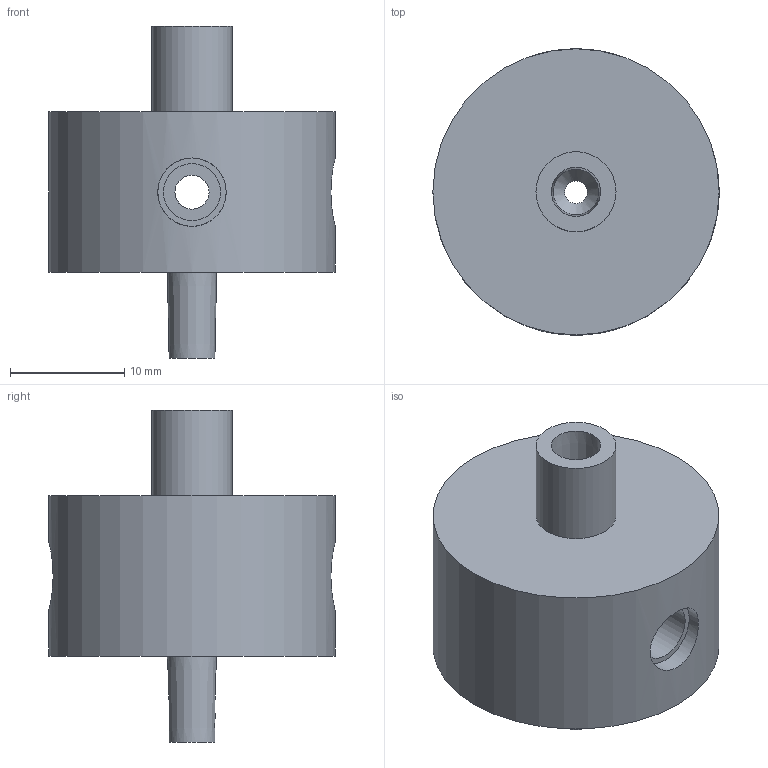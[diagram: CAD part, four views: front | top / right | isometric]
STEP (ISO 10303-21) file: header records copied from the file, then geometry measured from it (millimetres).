
FILE_DESCRIPTION(/* description */ (''),/* implementation_level */ '2;1');
FILE_NAME(/* name */ 'Measurement_Chamber.step',/* time_stamp */ '2020-12-11T09:23:00+01:00',/* author */ (''),/* organization */ (''),/* preprocessor_version */ 'ST-DEVELOPER v18.1',/* originating_system */ 'Autodesk Translation Framework v9.7.0.1280',/* authorisation */ '');
FILE_SCHEMA (('AUTOMOTIVE_DESIGN { 1 0 10303 214 3 1 1 }'));
Length unit declared in the file: millimetre
Products named in the file (1): Maskentester_V2
Bounding box: 25 x 25 x 29 mm (x, y, z)
Volume: 6040.7 mm3; surface area: 3188 mm2
Topology: 1 solids, 1 shells, 33 faces, 63 edges, 40 vertices
Faces by surface type: cylinder 16, plane 13, cone 4
Full cylindrical faces by diameter (mm): 2 x1, 2.975 x3, 4.975 x3, 5.975 x6, 7 x1, 10 x1, 25 x1
Entity records: 1103 total; most frequent: CARTESIAN_POINT 366, DIRECTION 156, ORIENTED_EDGE 126, AXIS2_PLACEMENT_3D 68, EDGE_CURVE 63, EDGE_LOOP 49, VERTEX_POINT 40, CIRCLE 34
